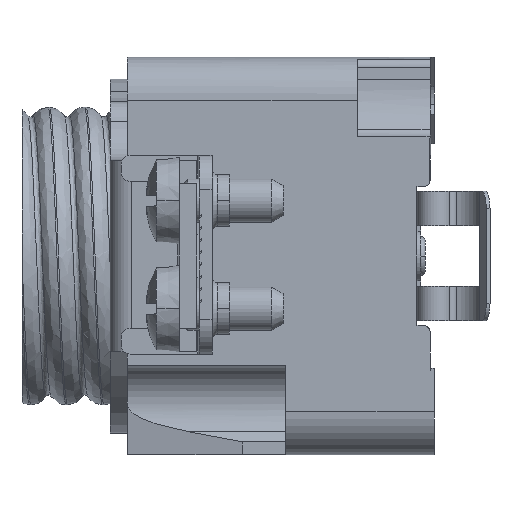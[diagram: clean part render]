
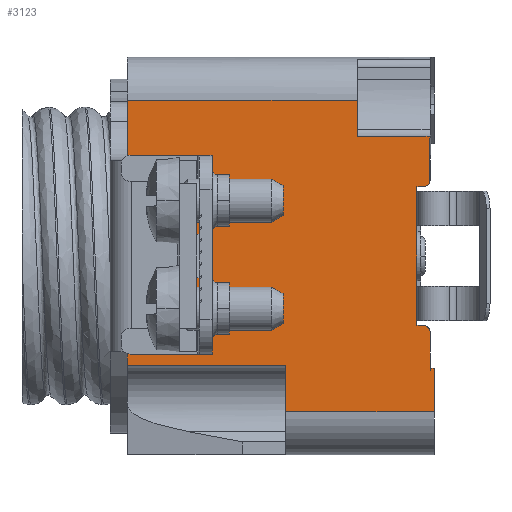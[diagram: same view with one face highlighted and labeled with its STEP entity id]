
A CAD part, left-side view. The second image highlights one B-rep face of the part: STEP entity #3123.
In plain terms, the highlighted planar face has unit normal (-1, 0, 0).
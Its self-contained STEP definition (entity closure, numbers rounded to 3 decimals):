
#287=DIRECTION('',(0.,0.,1.));
#288=VECTOR('',#287,8.);
#289=CARTESIAN_POINT('',(-23.,35.5,10.));
#290=LINE('',#289,#288);
#294=DIRECTION('',(0.,0.016,-1.));
#295=VECTOR('',#294,5.453);
#296=CARTESIAN_POINT('',(-23.,0.489,13.876));
#297=LINE('',#296,#295);
#301=DIRECTION('',(0.,0.707,-0.707));
#302=VECTOR('',#301,0.6);
#303=CARTESIAN_POINT('',(-23.,0.576,8.424));
#304=LINE('',#303,#302);
#308=DIRECTION('',(0.,1.,0.));
#309=VECTOR('',#308,1.);
#310=CARTESIAN_POINT('',(-23.,1.,8.));
#311=LINE('',#310,#309);
#315=DIRECTION('',(0.,0.,-1.));
#316=VECTOR('',#315,16.);
#317=CARTESIAN_POINT('',(-23.,2.,8.));
#318=LINE('',#317,#316);
#322=DIRECTION('',(0.,-0.707,-0.707));
#323=VECTOR('',#322,0.712);
#324=CARTESIAN_POINT('',(-23.,1.,-8.));
#325=LINE('',#324,#323);
#329=DIRECTION('',(0.,0.,1.));
#330=VECTOR('',#329,5.353);
#331=CARTESIAN_POINT('',(-23.,17.2,-18.));
#332=LINE('',#331,#330);
#336=DIRECTION('',(0.,1.,0.));
#337=VECTOR('',#336,18.3);
#338=CARTESIAN_POINT('',(-23.,17.2,-12.647));
#339=LINE('',#338,#337);
#343=DIRECTION('',(0.,-0.866,0.5));
#344=VECTOR('',#343,3.464);
#345=CARTESIAN_POINT('',(-23.,35.5,-10.));
#346=LINE('',#345,#344);
#350=DIRECTION('',(0.,0.866,0.5));
#351=VECTOR('',#350,3.464);
#352=CARTESIAN_POINT('',(-23.,32.5,8.268));
#353=LINE('',#352,#351);
#357=DIRECTION('',(0.,1.,0.));
#358=VECTOR('',#357,26.6);
#359=CARTESIAN_POINT('',(-23.,8.9,18.));
#360=LINE('',#359,#358);
#1424=DIRECTION('',(0.,0.,-1.));
#1425=VECTOR('',#1424,16.536);
#1426=CARTESIAN_POINT('',(-23.,32.5,8.268));
#1427=LINE('',#1426,#1425);
#1476=DIRECTION('',(0.,0.,-1.));
#1477=VECTOR('',#1476,2.647);
#1478=CARTESIAN_POINT('',(-23.,35.5,-10.));
#1479=LINE('',#1478,#1477);
#1618=DIRECTION('',(0.,-1.,0.));
#1619=VECTOR('',#1618,17.2);
#1620=CARTESIAN_POINT('',(-23.,17.2,-18.));
#1621=LINE('',#1620,#1619);
#1647=DIRECTION('',(0.,0.,1.));
#1648=VECTOR('',#1647,5.);
#1649=CARTESIAN_POINT('',(-23.,0.,-18.));
#1650=LINE('',#1649,#1648);
#1705=DIRECTION('',(0.,0.022,1.));
#1706=VECTOR('',#1705,4.498);
#1707=CARTESIAN_POINT('',(-23.,0.4,-13.));
#1708=LINE('',#1707,#1706);
#1814=DIRECTION('',(0.,1.,0.));
#1815=VECTOR('',#1814,0.4);
#1816=CARTESIAN_POINT('',(-23.,0.,-13.));
#1817=LINE('',#1816,#1815);
#1828=DIRECTION('',(0.,1.,0.));
#1829=VECTOR('',#1828,1.);
#1830=CARTESIAN_POINT('',(-23.,1.,-8.));
#1831=LINE('',#1830,#1829);
#2432=DIRECTION('',(0.,1.,0.));
#2433=VECTOR('',#2432,8.411);
#2434=CARTESIAN_POINT('',(-23.,0.489,13.876));
#2435=LINE('',#2434,#2433);
#2478=DIRECTION('',(0.,0.,1.));
#2479=VECTOR('',#2478,4.124);
#2480=CARTESIAN_POINT('',(-23.,8.9,13.876));
#2481=LINE('',#2480,#2479);
#2556=CARTESIAN_POINT('',(-23.,2.,8.));
#2557=CARTESIAN_POINT('',(-23.,2.,-8.));
#2558=VERTEX_POINT('',#2556);
#2559=VERTEX_POINT('',#2557);
#2560=CARTESIAN_POINT('',(-23.,17.2,-12.647));
#2561=CARTESIAN_POINT('',(-23.,35.5,-12.647));
#2562=VERTEX_POINT('',#2560);
#2563=VERTEX_POINT('',#2561);
#2564=CARTESIAN_POINT('',(-23.,35.5,-10.));
#2565=VERTEX_POINT('',#2564);
#2566=CARTESIAN_POINT('',(-23.,32.5,-8.268));
#2567=VERTEX_POINT('',#2566);
#2568=CARTESIAN_POINT('',(-23.,32.5,8.268));
#2569=VERTEX_POINT('',#2568);
#2570=CARTESIAN_POINT('',(-23.,35.5,10.));
#2571=VERTEX_POINT('',#2570);
#2572=CARTESIAN_POINT('',(-23.,8.9,13.876));
#2573=CARTESIAN_POINT('',(-23.,8.9,18.));
#2574=VERTEX_POINT('',#2572);
#2575=VERTEX_POINT('',#2573);
#2576=CARTESIAN_POINT('',(-23.,0.489,13.876));
#2577=VERTEX_POINT('',#2576);
#2578=CARTESIAN_POINT('',(-23.,0.576,8.424));
#2579=VERTEX_POINT('',#2578);
#2580=CARTESIAN_POINT('',(-23.,1.,8.));
#2581=VERTEX_POINT('',#2580);
#2582=CARTESIAN_POINT('',(-23.,1.,-8.));
#2583=VERTEX_POINT('',#2582);
#2584=CARTESIAN_POINT('',(-23.,0.497,-8.503));
#2585=VERTEX_POINT('',#2584);
#2586=CARTESIAN_POINT('',(-23.,0.4,-13.));
#2587=VERTEX_POINT('',#2586);
#2588=CARTESIAN_POINT('',(-23.,0.,-13.));
#2589=VERTEX_POINT('',#2588);
#2590=CARTESIAN_POINT('',(-23.,0.,-18.));
#2591=VERTEX_POINT('',#2590);
#2592=CARTESIAN_POINT('',(-23.,17.2,-18.));
#2593=VERTEX_POINT('',#2592);
#2857=CARTESIAN_POINT('',(-23.,35.5,18.));
#2858=VERTEX_POINT('',#2857);
#3078=CARTESIAN_POINT('',(-23.,0.,-23.));
#3079=DIRECTION('',(-1.,0.,0.));
#3080=DIRECTION('',(0.,0.,1.));
#3081=AXIS2_PLACEMENT_3D('',#3078,#3079,#3080);
#3082=PLANE('',#3081);
#3083=ORIENTED_EDGE('',*,*,#2888,.T.);
#3085=ORIENTED_EDGE('',*,*,#3084,.F.);
#3087=ORIENTED_EDGE('',*,*,#3086,.F.);
#3089=ORIENTED_EDGE('',*,*,#3088,.F.);
#3090=ORIENTED_EDGE('',*,*,#3045,.T.);
#3092=ORIENTED_EDGE('',*,*,#3091,.T.);
#3094=ORIENTED_EDGE('',*,*,#3093,.T.);
#3096=ORIENTED_EDGE('',*,*,#3095,.T.);
#3098=ORIENTED_EDGE('',*,*,#3097,.F.);
#3100=ORIENTED_EDGE('',*,*,#3099,.T.);
#3102=ORIENTED_EDGE('',*,*,#3101,.F.);
#3104=ORIENTED_EDGE('',*,*,#3103,.F.);
#3106=ORIENTED_EDGE('',*,*,#3105,.F.);
#3108=ORIENTED_EDGE('',*,*,#3107,.F.);
#3110=ORIENTED_EDGE('',*,*,#3109,.T.);
#3112=ORIENTED_EDGE('',*,*,#3111,.T.);
#3114=ORIENTED_EDGE('',*,*,#3113,.F.);
#3116=ORIENTED_EDGE('',*,*,#3115,.T.);
#3118=ORIENTED_EDGE('',*,*,#3117,.F.);
#3120=ORIENTED_EDGE('',*,*,#3119,.T.);
#3121=EDGE_LOOP('',(#3083,#3085,#3087,#3089,#3090,#3092,#3094,#3096,#3098,#3100,
#3102,#3104,#3106,#3108,#3110,#3112,#3114,#3116,#3118,#3120));
#3122=FACE_OUTER_BOUND('',#3121,.F.);
#2888=EDGE_CURVE('',#2571,#2858,#290,.T.);
#3045=EDGE_CURVE('',#2577,#2579,#297,.T.);
#3084=EDGE_CURVE('',#2575,#2858,#360,.T.);
#3086=EDGE_CURVE('',#2574,#2575,#2481,.T.);
#3088=EDGE_CURVE('',#2577,#2574,#2435,.T.);
#3091=EDGE_CURVE('',#2579,#2581,#304,.T.);
#3093=EDGE_CURVE('',#2581,#2558,#311,.T.);
#3095=EDGE_CURVE('',#2558,#2559,#318,.T.);
#3097=EDGE_CURVE('',#2583,#2559,#1831,.T.);
#3099=EDGE_CURVE('',#2583,#2585,#325,.T.);
#3101=EDGE_CURVE('',#2587,#2585,#1708,.T.);
#3103=EDGE_CURVE('',#2589,#2587,#1817,.T.);
#3105=EDGE_CURVE('',#2591,#2589,#1650,.T.);
#3107=EDGE_CURVE('',#2593,#2591,#1621,.T.);
#3109=EDGE_CURVE('',#2593,#2562,#332,.T.);
#3111=EDGE_CURVE('',#2562,#2563,#339,.T.);
#3113=EDGE_CURVE('',#2565,#2563,#1479,.T.);
#3115=EDGE_CURVE('',#2565,#2567,#346,.T.);
#3117=EDGE_CURVE('',#2569,#2567,#1427,.T.);
#3119=EDGE_CURVE('',#2569,#2571,#353,.T.);
#3123=ADVANCED_FACE('',(#3122),#3082,.T.);
